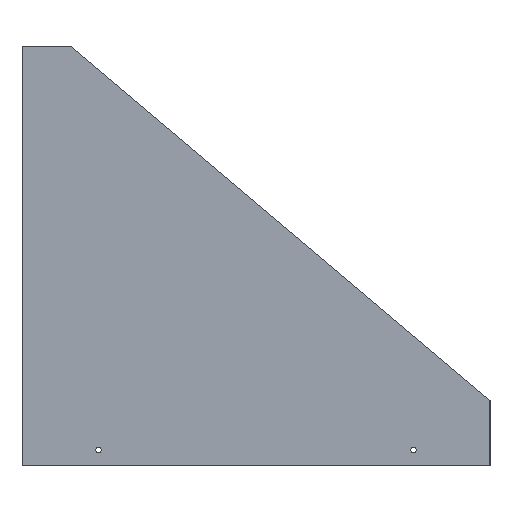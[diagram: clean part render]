
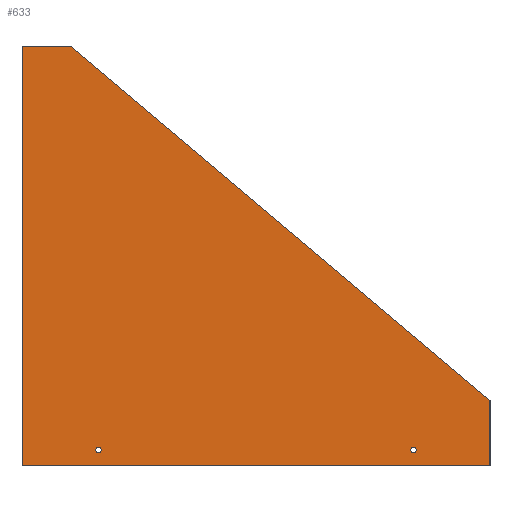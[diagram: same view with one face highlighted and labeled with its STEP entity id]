
A CAD part, left-side view. The second image highlights one B-rep face of the part: STEP entity #633.
In plain terms, the highlighted planar face has unit normal (-1, 0, 0).
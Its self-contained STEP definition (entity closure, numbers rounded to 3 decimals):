
#33=FACE_BOUND('',#156,.T.);
#34=FACE_BOUND('',#157,.T.);
#63=PLANE('',#719);
#103=FACE_OUTER_BOUND('',#155,.T.);
#155=EDGE_LOOP('',(#539,#540,#541,#542,#543));
#156=EDGE_LOOP('',(#544));
#157=EDGE_LOOP('',(#545));
#204=LINE('',#1069,#250);
#206=LINE('',#1073,#252);
#207=LINE('',#1075,#253);
#208=LINE('',#1077,#254);
#209=LINE('',#1078,#255);
#250=VECTOR('',#891,10.);
#252=VECTOR('',#895,10.);
#253=VECTOR('',#896,10.);
#254=VECTOR('',#897,10.);
#255=VECTOR('',#898,10.);
#293=CIRCLE('',#720,1.265);
#294=CIRCLE('',#721,1.265);
#337=VERTEX_POINT('',#1066);
#338=VERTEX_POINT('',#1068);
#339=VERTEX_POINT('',#1072);
#340=VERTEX_POINT('',#1074);
#341=VERTEX_POINT('',#1076);
#342=VERTEX_POINT('',#1079);
#343=VERTEX_POINT('',#1081);
#408=EDGE_CURVE('',#338,#337,#204,.T.);
#410=EDGE_CURVE('',#339,#337,#206,.T.);
#411=EDGE_CURVE('',#340,#339,#207,.T.);
#412=EDGE_CURVE('',#341,#340,#208,.T.);
#413=EDGE_CURVE('',#341,#338,#209,.T.);
#414=EDGE_CURVE('',#342,#342,#293,.T.);
#415=EDGE_CURVE('',#343,#343,#294,.T.);
#539=ORIENTED_EDGE('',*,*,#408,.T.);
#540=ORIENTED_EDGE('',*,*,#410,.F.);
#541=ORIENTED_EDGE('',*,*,#411,.F.);
#542=ORIENTED_EDGE('',*,*,#412,.F.);
#543=ORIENTED_EDGE('',*,*,#413,.T.);
#544=ORIENTED_EDGE('',*,*,#414,.T.);
#545=ORIENTED_EDGE('',*,*,#415,.T.);
#633=ADVANCED_FACE('',(#103,#33,#34),#63,.T.);
#719=AXIS2_PLACEMENT_3D('',#1071,#893,#894);
#720=AXIS2_PLACEMENT_3D('',#1080,#899,#900);
#721=AXIS2_PLACEMENT_3D('',#1082,#901,#902);
#891=DIRECTION('',(0.,0.764,0.645));
#893=DIRECTION('center_axis',(-1.,0.,0.));
#894=DIRECTION('ref_axis',(0.,-1.,0.));
#895=DIRECTION('',(0.,-1.,0.));
#896=DIRECTION('',(0.,0.,1.));
#897=DIRECTION('',(0.,1.,0.));
#898=DIRECTION('',(0.,0.,1.));
#899=DIRECTION('center_axis',(1.,0.,0.));
#900=DIRECTION('ref_axis',(0.,-1.,0.));
#901=DIRECTION('center_axis',(1.,0.,0.));
#902=DIRECTION('ref_axis',(0.,-1.,0.));
#1066=CARTESIAN_POINT('',(-115.,85.,192.));
#1068=CARTESIAN_POINT('',(-115.,-107.,30.));
#1069=CARTESIAN_POINT('',(-115.,-51.89,76.499));
#1071=CARTESIAN_POINT('Origin',(-115.,107.,0.));
#1072=CARTESIAN_POINT('',(-115.,107.,192.));
#1073=CARTESIAN_POINT('',(-115.,-107.,192.));
#1074=CARTESIAN_POINT('',(-115.,107.,0.));
#1075=CARTESIAN_POINT('',(-115.,107.,0.));
#1076=CARTESIAN_POINT('',(-115.,-107.,0.));
#1077=CARTESIAN_POINT('',(-115.,-107.,0.));
#1078=CARTESIAN_POINT('',(-115.,-107.,0.));
#1079=CARTESIAN_POINT('',(-115.,-70.736,7.3));
#1080=CARTESIAN_POINT('Origin',(-115.,-72.,7.3));
#1081=CARTESIAN_POINT('',(-115.,73.265,7.3));
#1082=CARTESIAN_POINT('Origin',(-115.,72.,7.3));
